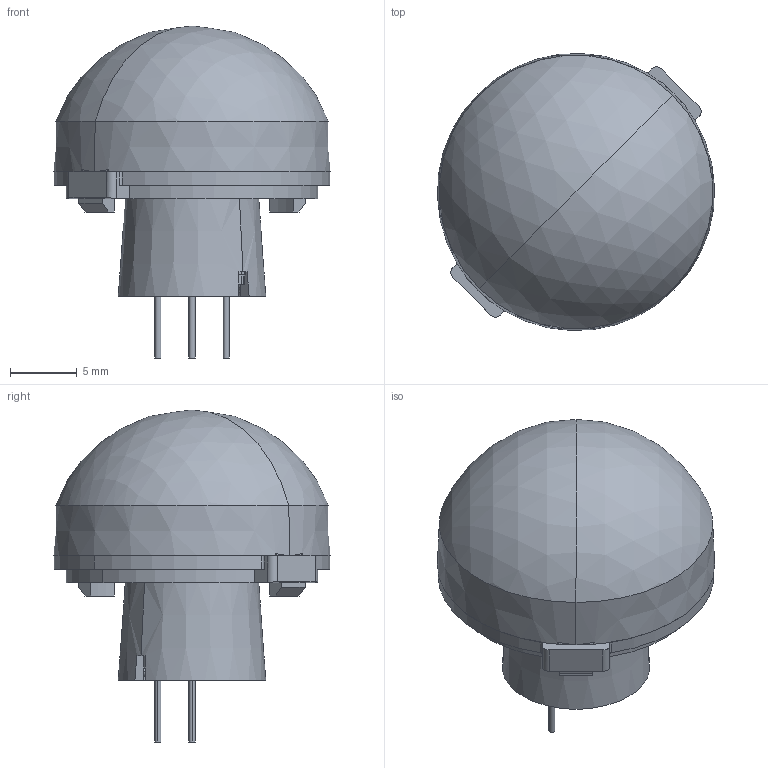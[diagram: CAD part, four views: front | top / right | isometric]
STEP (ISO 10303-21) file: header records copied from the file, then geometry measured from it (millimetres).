
FILE_DESCRIPTION(('FreeCAD Model'),'2;1');
FILE_NAME('PaPIRsWL VZ Long Distance Detection Type.step', '2019-09-06T21:24:31',('kicad StepUp'),('ksu MCAD'), 'Open CASCADE STEP processor 7.3','FreeCAD','Unknown');
FILE_SCHEMA(('AUTOMOTIVE_DESIGN { 1 0 10303 214 1 1 1 1 }'));
Length unit declared in the file: millimetre
Products named in the file (1): PaPIRsWL_VZ_Long_Distance_Detection_Type
Bounding box: 20.68 x 20.68 x 24.79 mm (x, y, z)
Volume: 3819.1 mm3; surface area: 1609.7 mm2
Topology: 1 solids, 1 shells, 125 faces, 350 edges, 226 vertices
Faces by surface type: plane 57, cylinder 41, bspline 12, torus 9, cone 4, sphere 2
Entity records: 4636 total; most frequent: CARTESIAN_POINT 1443, ORIENTED_EDGE 692, DIRECTION 644, EDGE_CURVE 346, AXIS2_PLACEMENT_3D 236, VERTEX_POINT 226, LINE 172, VECTOR 172
